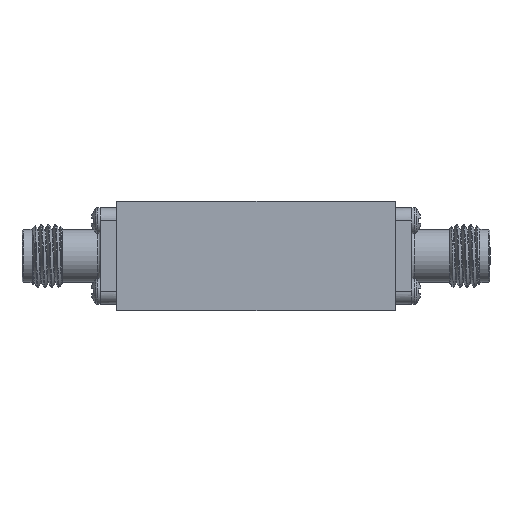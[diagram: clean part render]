
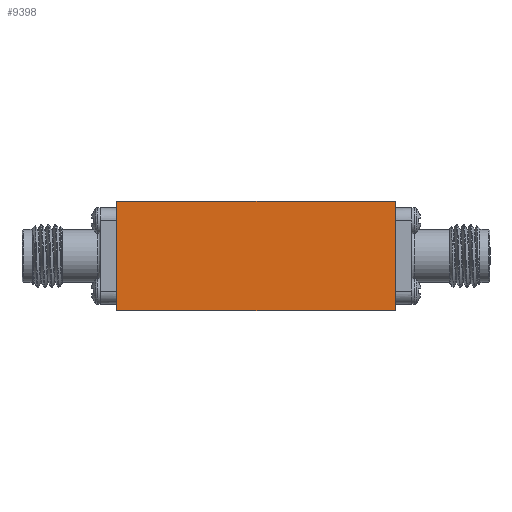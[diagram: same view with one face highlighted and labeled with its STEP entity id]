
A CAD part, front view. The second image highlights one B-rep face of the part: STEP entity #9398.
In plain terms, the highlighted planar face has unit normal (0, -1, 0).
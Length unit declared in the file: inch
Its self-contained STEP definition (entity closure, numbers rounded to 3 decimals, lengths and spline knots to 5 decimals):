
#346 = CARTESIAN_POINT ( 'NONE',  ( 0.55118, -0.29528, 0.21654 ) ) ;
#349 = EDGE_LOOP ( 'NONE', ( #18404, #14524, #4477, #31789 ) ) ;
#2306 = DIRECTION ( 'NONE',  ( 1., 0., 0. ) ) ;
#2766 = DIRECTION ( 'NONE',  ( 1., 0., 0. ) ) ;
#3218 = DIRECTION ( 'NONE',  ( 0., 0., 1. ) ) ;
#3399 = VERTEX_POINT ( 'NONE', #10829 ) ;
#4477 = ORIENTED_EDGE ( 'NONE', *, *, #17735, .F. ) ;
#7642 = FACE_OUTER_BOUND ( 'NONE', #349, .T. ) ;
#9236 = CARTESIAN_POINT ( 'NONE',  ( -0.55118, -0.29528, -0.21654 ) ) ;
#9398 = ADVANCED_FACE ( 'NONE', ( #7642 ), #15274, .F. ) ;
#10713 = DIRECTION ( 'NONE',  ( 0., 1., 0. ) ) ;
#10829 = CARTESIAN_POINT ( 'NONE',  ( 0.55118, -0.29528, 0.21654 ) ) ;
#11037 = EDGE_CURVE ( 'NONE', #3399, #13118, #22416, .T. ) ;
#12516 = AXIS2_PLACEMENT_3D ( 'NONE', #22567, #10713, #3218 ) ;
#13118 = VERTEX_POINT ( 'NONE', #23163 ) ;
#14270 = VECTOR ( 'NONE', #17009, 39.37008 ) ;
#14524 = ORIENTED_EDGE ( 'NONE', *, *, #11037, .F. ) ;
#15121 = LINE ( 'NONE', #25008, #18403 ) ;
#15274 = PLANE ( 'NONE',  #12516 ) ;
#15695 = VECTOR ( 'NONE', #2306, 39.37008 ) ;
#17009 = DIRECTION ( 'NONE',  ( 0., 0., -1. ) ) ;
#17718 = DIRECTION ( 'NONE',  ( 0., 0., -1. ) ) ;
#17735 = EDGE_CURVE ( 'NONE', #22308, #3399, #20020, .T. ) ;
#18403 = VECTOR ( 'NONE', #2766, 39.37008 ) ;
#18404 = ORIENTED_EDGE ( 'NONE', *, *, #21337, .T. ) ;
#19491 = VECTOR ( 'NONE', #17718, 39.37008 ) ;
#19530 = CARTESIAN_POINT ( 'NONE',  ( -0.55118, -0.29528, 0.21654 ) ) ;
#19612 = LINE ( 'NONE', #24624, #14270 ) ;
#20020 = LINE ( 'NONE', #19530, #15695 ) ;
#20260 = VERTEX_POINT ( 'NONE', #9236 ) ;
#21337 = EDGE_CURVE ( 'NONE', #20260, #13118, #15121, .T. ) ;
#22308 = VERTEX_POINT ( 'NONE', #28532 ) ;
#22416 = LINE ( 'NONE', #346, #19491 ) ;
#22567 = CARTESIAN_POINT ( 'NONE',  ( -0.55118, -0.29528, 0.21654 ) ) ;
#23163 = CARTESIAN_POINT ( 'NONE',  ( 0.55118, -0.29528, -0.21654 ) ) ;
#23783 = EDGE_CURVE ( 'NONE', #22308, #20260, #19612, .T. ) ;
#24624 = CARTESIAN_POINT ( 'NONE',  ( -0.55118, -0.29528, 0.21654 ) ) ;
#25008 = CARTESIAN_POINT ( 'NONE',  ( -0.55118, -0.29528, -0.21654 ) ) ;
#28532 = CARTESIAN_POINT ( 'NONE',  ( -0.55118, -0.29528, 0.21654 ) ) ;
#31789 = ORIENTED_EDGE ( 'NONE', *, *, #23783, .T. ) ;
